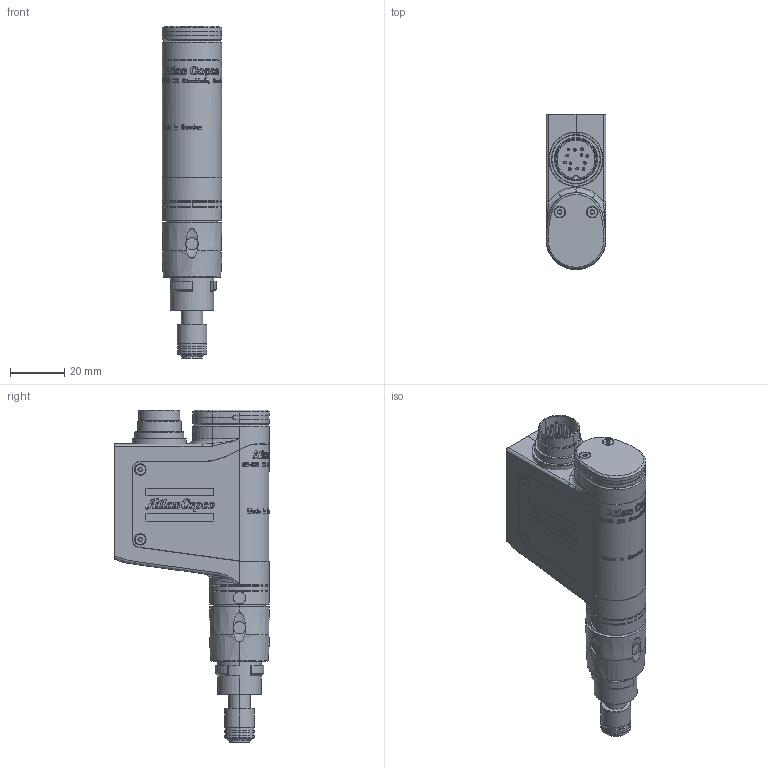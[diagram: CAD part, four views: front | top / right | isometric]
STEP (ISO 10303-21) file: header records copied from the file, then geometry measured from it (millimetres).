
FILE_DESCRIPTION((''),'2;1');
FILE_NAME('4224300180_ASM','2018-04-09T',('toocsr'),(''),'CREO PARAMETRIC BY PTC INC, 2016260','CREO PARAMETRIC BY PTC INC, 2016260','');
FILE_SCHEMA(('CONFIG_CONTROL_DESIGN','GEOMETRIC_VALIDATION_PROPERTIES_MIM'));
Products named in the file (23): 4216245104; 0993000295_SPEC_3; 4216240420_AF0_ASM; 4216240480_ASM; 4216240481_SPEC_ASM; 0219110041; 4216234147; 4216246702; 4216261400; 4216261700; 4224300177_ASM; 0219110066; 4216250502; 0502110048; 4216245702; 0335350113; 4216111400_AF0; 4216240000; 4216245700; 4224300277_ASM; 4216246901; 0219110034; 4224300180_ASM
Assembly tree (26 placements, depth 5):
  4224300180_ASM
    4216245104
    4216240481_SPEC_ASM
      4216240480_ASM
        4216240420_AF0_ASM
          0993000295_SPEC_3
    0219110041
    4216234147
    4216246702
    4224300177_ASM
      4216261400
      4216261700
    0219110066  x2
    4224300277_ASM
      4216250502
      0502110048
      4216245702
      0335350113
      4216111400_AF0
      4216240000
      4216245700
    4216246901
    0219110034  x4
Bounding box: 22.06 x 57.03 x 122.23 mm (x, y, z)
Volume: 27270.1 mm3; surface area: 37508.4 mm2
Topology: 21 solids, 92 shells, 1371 faces, 4976 edges, 3736 vertices
Faces by surface type: cylinder 640, plane 379, cone 222, bspline 56, torus 50, sphere 24
Entity records: 78819 total; most frequent: CARTESIAN_POINT 21726, ORIENTED_EDGE 7763, DIRECTION 7118, PRESENTATION_STYLE_ASSIGNMENT 5125, EDGE_CURVE 4694, STYLED_ITEM 4670, CURVE_STYLE 4638, VERTEX_POINT 3580
